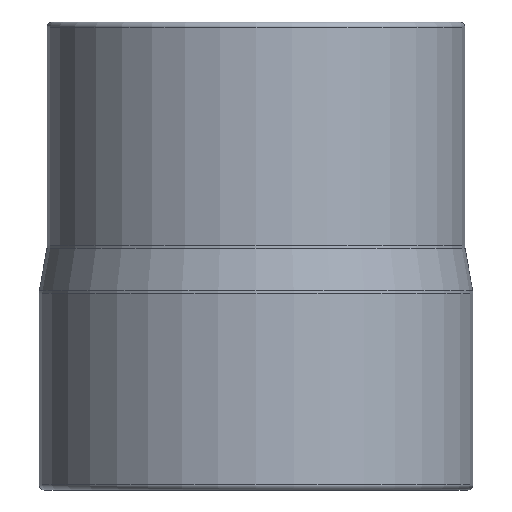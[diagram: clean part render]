
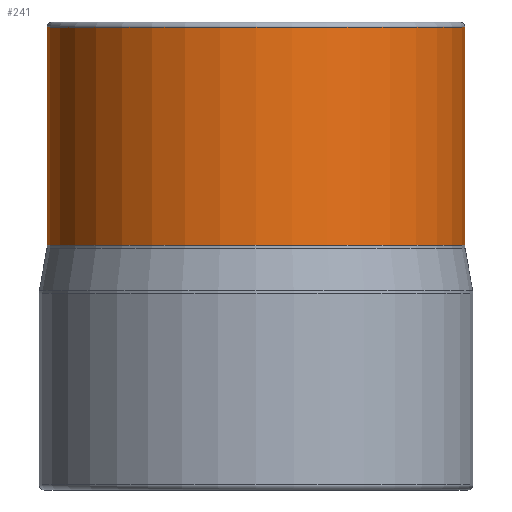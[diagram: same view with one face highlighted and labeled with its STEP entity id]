
A CAD part, front view. The second image highlights one B-rep face of the part: STEP entity #241.
In plain terms, the highlighted cylindrical face has radius 23.2 mm (diameter 46.4 mm), a full revolution.
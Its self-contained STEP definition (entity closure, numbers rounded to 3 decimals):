
#19=CYLINDRICAL_SURFACE('',#277,23.2);
#24=LINE('',#434,#30);
#30=VECTOR('',#338,23.2);
#39=FACE_OUTER_BOUND('',#55,.T.);
#55=EDGE_LOOP('',(#170,#171,#172,#173,#174,#175));
#71=CIRCLE('',#270,23.2);
#72=CIRCLE('',#271,23.2);
#77=CIRCLE('',#278,23.2);
#78=CIRCLE('',#279,23.2);
#101=VERTEX_POINT('',#417);
#102=VERTEX_POINT('',#418);
#106=VERTEX_POINT('',#431);
#107=VERTEX_POINT('',#432);
#123=EDGE_CURVE('',#101,#102,#71,.T.);
#124=EDGE_CURVE('',#102,#101,#72,.T.);
#130=EDGE_CURVE('',#106,#107,#77,.T.);
#131=EDGE_CURVE('',#106,#102,#24,.T.);
#132=EDGE_CURVE('',#107,#106,#78,.T.);
#170=ORIENTED_EDGE('',*,*,#130,.F.);
#171=ORIENTED_EDGE('',*,*,#131,.T.);
#172=ORIENTED_EDGE('',*,*,#123,.F.);
#173=ORIENTED_EDGE('',*,*,#124,.F.);
#174=ORIENTED_EDGE('',*,*,#131,.F.);
#175=ORIENTED_EDGE('',*,*,#132,.F.);
#241=ADVANCED_FACE('',(#39),#19,.T.);
#270=AXIS2_PLACEMENT_3D('',#419,#319,#320);
#271=AXIS2_PLACEMENT_3D('',#420,#321,#322);
#277=AXIS2_PLACEMENT_3D('',#430,#334,#335);
#278=AXIS2_PLACEMENT_3D('',#433,#336,#337);
#279=AXIS2_PLACEMENT_3D('',#435,#339,#340);
#319=DIRECTION('center_axis',(0.,0.,-1.));
#320=DIRECTION('ref_axis',(-1.,0.,0.));
#321=DIRECTION('center_axis',(0.,0.,-1.));
#322=DIRECTION('ref_axis',(-1.,0.,0.));
#334=DIRECTION('center_axis',(0.,0.,1.));
#335=DIRECTION('ref_axis',(1.,0.,0.));
#336=DIRECTION('center_axis',(0.,0.,1.));
#337=DIRECTION('ref_axis',(1.,0.,0.));
#338=DIRECTION('',(0.,0.,-1.));
#339=DIRECTION('center_axis',(0.,0.,1.));
#340=DIRECTION('ref_axis',(1.,0.,0.));
#417=CARTESIAN_POINT('',(23.2,0.,27.179));
#418=CARTESIAN_POINT('',(-23.2,0.,27.179));
#419=CARTESIAN_POINT('Origin',(0.,0.,27.179));
#420=CARTESIAN_POINT('Origin',(0.,0.,27.179));
#430=CARTESIAN_POINT('Origin',(0.,0.,27.));
#431=CARTESIAN_POINT('',(-23.2,0.,51.4));
#432=CARTESIAN_POINT('',(23.2,0.,51.4));
#433=CARTESIAN_POINT('Origin',(0.,0.,51.4));
#434=CARTESIAN_POINT('',(-23.2,0.,27.));
#435=CARTESIAN_POINT('Origin',(0.,0.,51.4));
